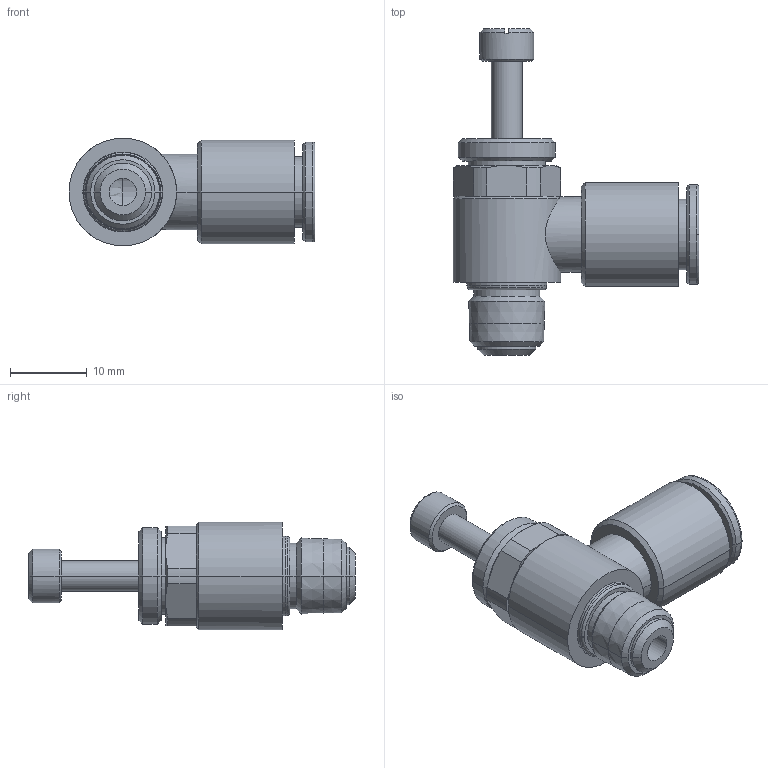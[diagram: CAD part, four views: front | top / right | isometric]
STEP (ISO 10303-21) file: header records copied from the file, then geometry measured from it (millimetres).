
FILE_DESCRIPTION(('STEP AP214'),'1');
FILE_NAME('7668_08_10.stp','2016-07-07T14:57:59',('TraceParts'),('TraceParts S.A.'),'Spatial InterOp 3D',' ',' ');
FILE_SCHEMA(('automotive_design'));
Length unit declared in the file: millimetre
Products named in the file (1): 1
Bounding box: 32 x 42.48 x 14 mm (x, y, z)
Volume: 4434.1 mm3; surface area: 3520.8 mm2
Topology: 1 solids, 1 shells, 115 faces, 261 edges, 156 vertices
Faces by surface type: plane 37, cylinder 36, cone 36, torus 4, sphere 2
Entity records: 3443 total; most frequent: CARTESIAN_POINT 811, DIRECTION 606, ORIENTED_EDGE 514, EDGE_CURVE 257, AXIS2_PLACEMENT_3D 255, VERTEX_POINT 156, CIRCLE 139, EDGE_LOOP 129
